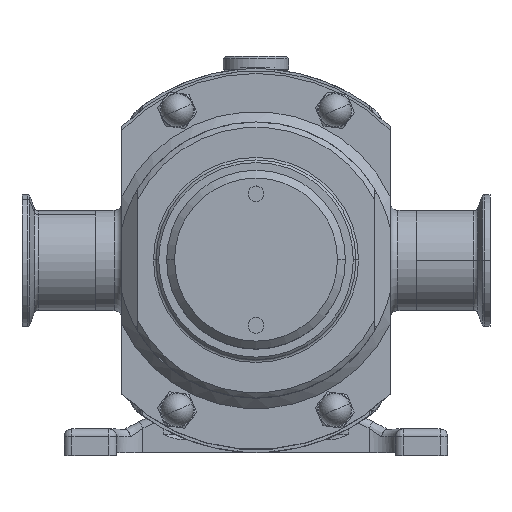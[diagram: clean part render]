
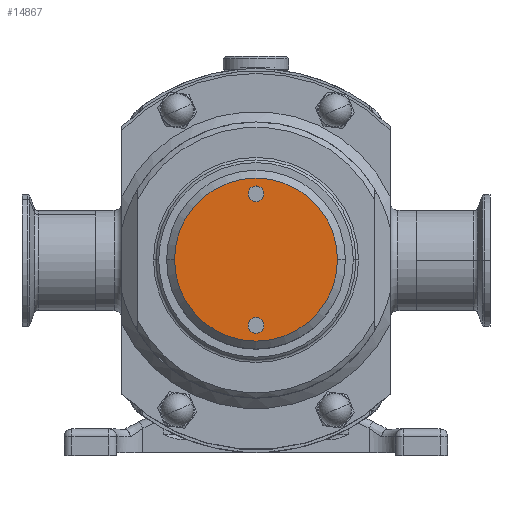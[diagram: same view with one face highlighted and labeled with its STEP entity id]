
A CAD part, top view. The second image highlights one B-rep face of the part: STEP entity #14867.
In plain terms, the highlighted planar face has unit normal (0, 0, 1).
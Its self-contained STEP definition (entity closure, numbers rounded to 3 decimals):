
#15 = PLANE ( 'NONE',  #6663 ) ;
#741 = AXIS2_PLACEMENT_3D ( 'NONE', #14325, #18359, #6189 ) ;
#803 = DIRECTION ( 'NONE',  ( 1., 0., 0. ) ) ;
#1092 = CARTESIAN_POINT ( 'NONE',  ( -3., 25., 129. ) ) ;
#1236 = EDGE_CURVE ( 'NONE', #13033, #16918, #12156, .T. ) ;
#1439 = DIRECTION ( 'NONE',  ( 1., 0., 0. ) ) ;
#1471 = CARTESIAN_POINT ( 'NONE',  ( 3., -25., 129. ) ) ;
#1500 = ORIENTED_EDGE ( 'NONE', *, *, #1236, .F. ) ;
#1706 = ORIENTED_EDGE ( 'NONE', *, *, #10701, .T. ) ;
#2105 = CARTESIAN_POINT ( 'NONE',  ( 31., 0., 129. ) ) ;
#2371 = AXIS2_PLACEMENT_3D ( 'NONE', #13216, #2662, #803 ) ;
#2662 = DIRECTION ( 'NONE',  ( 0., 0., 1. ) ) ;
#4284 = CARTESIAN_POINT ( 'NONE',  ( 0., 25., 129. ) ) ;
#4461 = CIRCLE ( 'NONE', #741, 31. ) ;
#4687 = CARTESIAN_POINT ( 'NONE',  ( -3., -25., 129. ) ) ;
#5474 = VERTEX_POINT ( 'NONE', #21349 ) ;
#6189 = DIRECTION ( 'NONE',  ( 1., 0., 0. ) ) ;
#6420 = EDGE_LOOP ( 'NONE', ( #1706, #9706 ) ) ;
#6663 = AXIS2_PLACEMENT_3D ( 'NONE', #19724, #19387, #16359 ) ;
#6858 = CARTESIAN_POINT ( 'NONE',  ( 0., -25., 129. ) ) ;
#7107 = FACE_BOUND ( 'NONE', #17038, .T. ) ;
#7883 = CARTESIAN_POINT ( 'NONE',  ( 3., 25., 129. ) ) ;
#8262 = DIRECTION ( 'NONE',  ( 1., 0., 0. ) ) ;
#8875 = ORIENTED_EDGE ( 'NONE', *, *, #19641, .F. ) ;
#9181 = FACE_BOUND ( 'NONE', #13981, .T. ) ;
#9294 = FACE_OUTER_BOUND ( 'NONE', #6420, .T. ) ;
#9706 = ORIENTED_EDGE ( 'NONE', *, *, #21617, .T. ) ;
#9871 = CIRCLE ( 'NONE', #22450, 3. ) ;
#9994 = DIRECTION ( 'NONE',  ( 0., 0., 1. ) ) ;
#10701 = EDGE_CURVE ( 'NONE', #5474, #17226, #12815, .T. ) ;
#10841 = EDGE_CURVE ( 'NONE', #16479, #19137, #9871, .T. ) ;
#10893 = DIRECTION ( 'NONE',  ( 1., 0., 0. ) ) ;
#12156 = CIRCLE ( 'NONE', #16212, 3. ) ;
#12184 = CARTESIAN_POINT ( 'NONE',  ( 0., 0., 129. ) ) ;
#12436 = AXIS2_PLACEMENT_3D ( 'NONE', #12184, #17848, #19369 ) ;
#12624 = DIRECTION ( 'NONE',  ( 0., 0., 1. ) ) ;
#12815 = CIRCLE ( 'NONE', #12436, 31. ) ;
#13033 = VERTEX_POINT ( 'NONE', #1471 ) ;
#13216 = CARTESIAN_POINT ( 'NONE',  ( 0., -25., 129. ) ) ;
#13981 = EDGE_LOOP ( 'NONE', ( #1500, #8875 ) ) ;
#14325 = CARTESIAN_POINT ( 'NONE',  ( 0., 0., 129. ) ) ;
#14867 = ADVANCED_FACE ( 'NONE', ( #9181, #7107, #9294 ), #15, .T. ) ;
#16212 = AXIS2_PLACEMENT_3D ( 'NONE', #6858, #9994, #8262 ) ;
#16359 = DIRECTION ( 'NONE',  ( 1., 0., 0. ) ) ;
#16479 = VERTEX_POINT ( 'NONE', #7883 ) ;
#16918 = VERTEX_POINT ( 'NONE', #4687 ) ;
#17038 = EDGE_LOOP ( 'NONE', ( #19153, #18849 ) ) ;
#17102 = DIRECTION ( 'NONE',  ( 0., 0., 1. ) ) ;
#17226 = VERTEX_POINT ( 'NONE', #2105 ) ;
#17848 = DIRECTION ( 'NONE',  ( 0., 0., 1. ) ) ;
#18293 = CIRCLE ( 'NONE', #2371, 3. ) ;
#18359 = DIRECTION ( 'NONE',  ( 0., 0., 1. ) ) ;
#18849 = ORIENTED_EDGE ( 'NONE', *, *, #22652, .F. ) ;
#18963 = CARTESIAN_POINT ( 'NONE',  ( 0., 25., 129. ) ) ;
#19137 = VERTEX_POINT ( 'NONE', #1092 ) ;
#19153 = ORIENTED_EDGE ( 'NONE', *, *, #10841, .F. ) ;
#19369 = DIRECTION ( 'NONE',  ( 1., 0., 0. ) ) ;
#19387 = DIRECTION ( 'NONE',  ( 0., 0., 1. ) ) ;
#19641 = EDGE_CURVE ( 'NONE', #16918, #13033, #18293, .T. ) ;
#19724 = CARTESIAN_POINT ( 'NONE',  ( 0., 0., 129. ) ) ;
#21349 = CARTESIAN_POINT ( 'NONE',  ( -31., 0., 129. ) ) ;
#21617 = EDGE_CURVE ( 'NONE', #17226, #5474, #4461, .T. ) ;
#22258 = CIRCLE ( 'NONE', #22637, 3. ) ;
#22450 = AXIS2_PLACEMENT_3D ( 'NONE', #4284, #12624, #10893 ) ;
#22637 = AXIS2_PLACEMENT_3D ( 'NONE', #18963, #17102, #1439 ) ;
#22652 = EDGE_CURVE ( 'NONE', #19137, #16479, #22258, .T. ) ;
